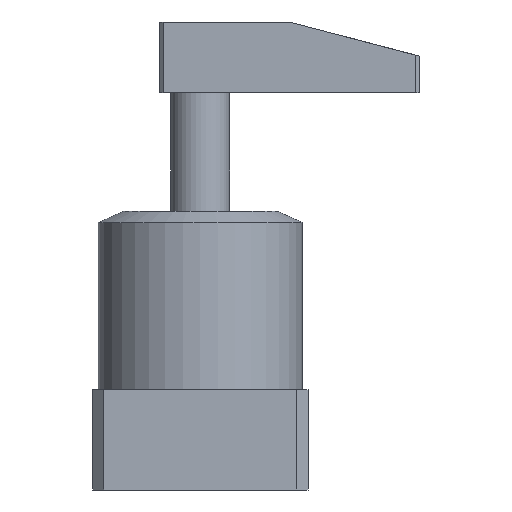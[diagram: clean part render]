
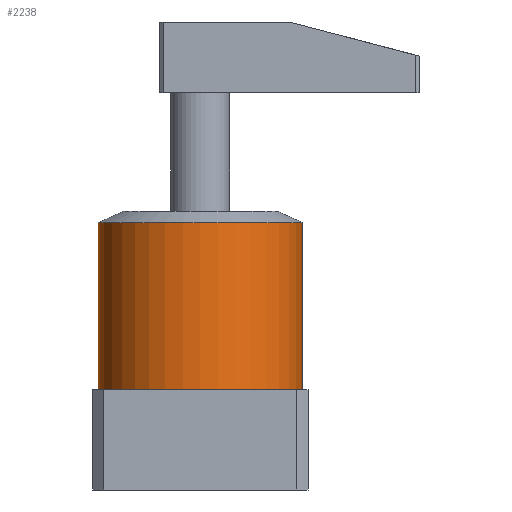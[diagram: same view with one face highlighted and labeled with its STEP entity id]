
A CAD part, front view. The second image highlights one B-rep face of the part: STEP entity #2238.
In plain terms, the highlighted cylindrical face has radius 27.5 mm (diameter 55 mm), a partial arc.
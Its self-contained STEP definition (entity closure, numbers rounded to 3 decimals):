
#367 = FACE_OUTER_BOUND ( 'NONE', #4262, .T. ) ;
#438 = CYLINDRICAL_SURFACE ( 'NONE', #609, 27.5 ) ;
#609 = AXIS2_PLACEMENT_3D ( 'NONE', #4011, #4014, #4029 ) ;
#689 = EDGE_CURVE ( 'NONE', #3747, #3767, #4257, .T. ) ;
#715 = EDGE_CURVE ( 'NONE', #3680, #3698, #4426, .T. ) ;
#753 = AXIS2_PLACEMENT_3D ( 'NONE', #2807, #2806, #2805 ) ;
#755 = AXIS2_PLACEMENT_3D ( 'NONE', #2827, #2826, #2824 ) ;
#872 = EDGE_CURVE ( 'NONE', #3698, #3767, #1489, .T. ) ;
#874 = EDGE_CURVE ( 'NONE', #3680, #3747, #1485, .T. ) ;
#1333 = ORIENTED_EDGE ( 'NONE', *, *, #689, .T. ) ;
#1334 = ORIENTED_EDGE ( 'NONE', *, *, #874, .T. ) ;
#1335 = ORIENTED_EDGE ( 'NONE', *, *, #715, .F. ) ;
#1336 = ORIENTED_EDGE ( 'NONE', *, *, #872, .F. ) ;
#1483 = VECTOR ( 'NONE', #5459, 1000. ) ;
#1485 = LINE ( 'NONE', #5449, #1483 ) ;
#1486 = VECTOR ( 'NONE', #5448, 1000. ) ;
#1489 = LINE ( 'NONE', #5450, #1486 ) ;
#1641 = CARTESIAN_POINT ( 'NONE',  ( 27.5, 0., 27. ) ) ;
#1855 = CARTESIAN_POINT ( 'NONE',  ( 27.5, 0., 72. ) ) ;
#1871 = CARTESIAN_POINT ( 'NONE',  ( -27.5, 0., 72. ) ) ;
#1905 = CARTESIAN_POINT ( 'NONE',  ( -27.5, 0., 27. ) ) ;
#2238 = ADVANCED_FACE ( 'NONE', ( #367 ), #438, .T. ) ;
#2805 = DIRECTION ( 'NONE',  ( 1., 0., 0. ) ) ;
#2806 = DIRECTION ( 'NONE',  ( 0., 0., 1. ) ) ;
#2807 = CARTESIAN_POINT ( 'NONE',  ( 0., 0., 72. ) ) ;
#2824 = DIRECTION ( 'NONE',  ( 1., 0., 0. ) ) ;
#2826 = DIRECTION ( 'NONE',  ( 0., 0., 1. ) ) ;
#2827 = CARTESIAN_POINT ( 'NONE',  ( 0., 0., 27. ) ) ;
#3680 = VERTEX_POINT ( 'NONE', #1871 ) ;
#3698 = VERTEX_POINT ( 'NONE', #1855 ) ;
#3747 = VERTEX_POINT ( 'NONE', #1905 ) ;
#3767 = VERTEX_POINT ( 'NONE', #1641 ) ;
#4011 = CARTESIAN_POINT ( 'NONE',  ( 0., 0., 75. ) ) ;
#4014 = DIRECTION ( 'NONE',  ( 0., 0., -1. ) ) ;
#4029 = DIRECTION ( 'NONE',  ( -1., 0., 0. ) ) ;
#4257 = CIRCLE ( 'NONE', #755, 27.5 ) ;
#4262 = EDGE_LOOP ( 'NONE', ( #1336, #1335, #1334, #1333 ) ) ;
#4426 = CIRCLE ( 'NONE', #753, 27.5 ) ;
#5448 = DIRECTION ( 'NONE',  ( 0., 0., -1. ) ) ;
#5449 = CARTESIAN_POINT ( 'NONE',  ( -27.5, 0., 75. ) ) ;
#5450 = CARTESIAN_POINT ( 'NONE',  ( 27.5, 0., 75. ) ) ;
#5459 = DIRECTION ( 'NONE',  ( 0., 0., -1. ) ) ;
